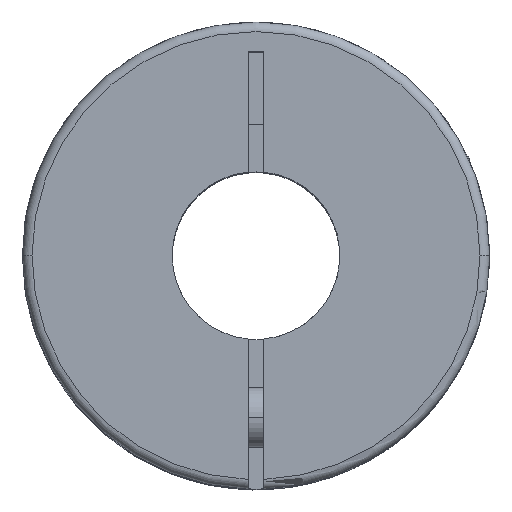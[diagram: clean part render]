
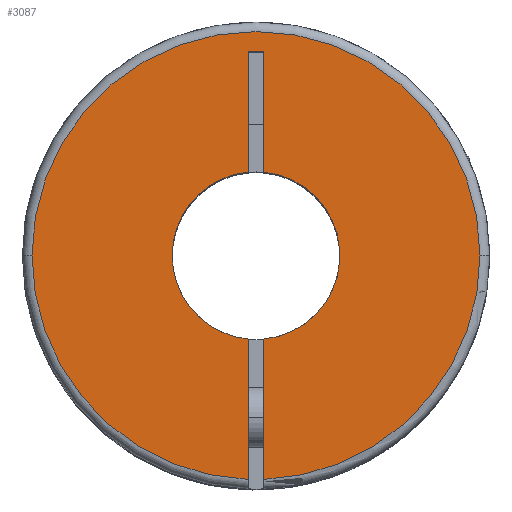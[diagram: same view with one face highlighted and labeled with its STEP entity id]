
A CAD part, top view. The second image highlights one B-rep face of the part: STEP entity #3087.
In plain terms, the highlighted planar face has unit normal (0, 0, 1).
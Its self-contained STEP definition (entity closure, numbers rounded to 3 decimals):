
#1 = VERTEX_POINT ( 'NONE', #1819 ) ;
#96 = AXIS2_PLACEMENT_3D ( 'NONE', #2340, #416, #2281 ) ;
#173 = VECTOR ( 'NONE', #3537, 1000. ) ;
#236 = CARTESIAN_POINT ( 'NONE',  ( 0., 0., 0. ) ) ;
#239 = ORIENTED_EDGE ( 'NONE', *, *, #2353, .F. ) ;
#309 = CARTESIAN_POINT ( 'NONE',  ( 0.65, 6.97, 0. ) ) ;
#345 = DIRECTION ( 'NONE',  ( 0., 0., -1. ) ) ;
#356 = CARTESIAN_POINT ( 'NONE',  ( -0.65, 6.97, 0. ) ) ;
#372 = AXIS2_PLACEMENT_3D ( 'NONE', #466, #3595, #2946 ) ;
#406 = CARTESIAN_POINT ( 'NONE',  ( -0.65, 17., 0. ) ) ;
#416 = DIRECTION ( 'NONE',  ( 0., 0., -1. ) ) ;
#466 = CARTESIAN_POINT ( 'NONE',  ( 0., 0., 0. ) ) ;
#518 = CARTESIAN_POINT ( 'NONE',  ( 0.65, -19.5, 0. ) ) ;
#588 = DIRECTION ( 'NONE',  ( 0., 1., 0. ) ) ;
#598 = CARTESIAN_POINT ( 'NONE',  ( -0.65, 17., 0. ) ) ;
#661 = CARTESIAN_POINT ( 'NONE',  ( -0.65, -18.689, 0. ) ) ;
#758 = PLANE ( 'NONE',  #1955 ) ;
#870 = CARTESIAN_POINT ( 'NONE',  ( 18.7, 0., 0. ) ) ;
#938 = VERTEX_POINT ( 'NONE', #870 ) ;
#974 = DIRECTION ( 'NONE',  ( 0., -1., 0. ) ) ;
#1097 = DIRECTION ( 'NONE',  ( -1., 0., 0. ) ) ;
#1225 = ORIENTED_EDGE ( 'NONE', *, *, #1932, .F. ) ;
#1251 = VERTEX_POINT ( 'NONE', #2670 ) ;
#1321 = CARTESIAN_POINT ( 'NONE',  ( 0., 0., 0. ) ) ;
#1345 = LINE ( 'NONE', #3130, #2578 ) ;
#1351 = DIRECTION ( 'NONE',  ( -1., 0., 0. ) ) ;
#1361 = ORIENTED_EDGE ( 'NONE', *, *, #3198, .T. ) ;
#1514 = VERTEX_POINT ( 'NONE', #356 ) ;
#1543 = VERTEX_POINT ( 'NONE', #661 ) ;
#1622 = AXIS2_PLACEMENT_3D ( 'NONE', #3777, #345, #2232 ) ;
#1637 = ORIENTED_EDGE ( 'NONE', *, *, #1887, .T. ) ;
#1663 = EDGE_CURVE ( 'NONE', #1543, #1926, #2756, .T. ) ;
#1666 = EDGE_CURVE ( 'NONE', #1251, #1514, #3270, .T. ) ;
#1725 = ORIENTED_EDGE ( 'NONE', *, *, #1663, .F. ) ;
#1786 = VERTEX_POINT ( 'NONE', #309 ) ;
#1791 = CARTESIAN_POINT ( 'NONE',  ( 0.65, -6.97, 0. ) ) ;
#1819 = CARTESIAN_POINT ( 'NONE',  ( 0.65, 17., 0. ) ) ;
#1857 = ORIENTED_EDGE ( 'NONE', *, *, #2007, .F. ) ;
#1887 = EDGE_CURVE ( 'NONE', #1786, #3211, #2056, .T. ) ;
#1926 = VERTEX_POINT ( 'NONE', #3155 ) ;
#1932 = EDGE_CURVE ( 'NONE', #2591, #1514, #1990, .T. ) ;
#1946 = LINE ( 'NONE', #2516, #2192 ) ;
#1951 = CARTESIAN_POINT ( 'NONE',  ( 0., 0., 0. ) ) ;
#1955 = AXIS2_PLACEMENT_3D ( 'NONE', #1321, #2569, #2921 ) ;
#1990 = LINE ( 'NONE', #406, #173 ) ;
#2007 = EDGE_CURVE ( 'NONE', #938, #3973, #3422, .T. ) ;
#2019 = DIRECTION ( 'NONE',  ( -1., 0., 0. ) ) ;
#2041 = DIRECTION ( 'NONE',  ( 0., 1., 0. ) ) ;
#2056 = CIRCLE ( 'NONE', #2772, 7. ) ;
#2092 = ORIENTED_EDGE ( 'NONE', *, *, #3794, .F. ) ;
#2125 = VECTOR ( 'NONE', #588, 1000. ) ;
#2137 = EDGE_CURVE ( 'NONE', #3973, #3211, #3369, .T. ) ;
#2192 = VECTOR ( 'NONE', #974, 1000. ) ;
#2232 = DIRECTION ( 'NONE',  ( -1., 0., 0. ) ) ;
#2252 = ORIENTED_EDGE ( 'NONE', *, *, #2267, .F. ) ;
#2255 = DIRECTION ( 'NONE',  ( 0., 0., -1. ) ) ;
#2267 = EDGE_CURVE ( 'NONE', #2812, #1543, #1946, .T. ) ;
#2281 = DIRECTION ( 'NONE',  ( -1., 0., 0. ) ) ;
#2303 = EDGE_CURVE ( 'NONE', #1, #2591, #1345, .T. ) ;
#2340 = CARTESIAN_POINT ( 'NONE',  ( 0., 0., 0. ) ) ;
#2353 = EDGE_CURVE ( 'NONE', #1786, #1, #3300, .T. ) ;
#2415 = CARTESIAN_POINT ( 'NONE',  ( 0.65, -19.5, 0. ) ) ;
#2516 = CARTESIAN_POINT ( 'NONE',  ( -0.65, 17., 0. ) ) ;
#2568 = EDGE_LOOP ( 'NONE', ( #1725, #2252, #1361, #3987, #1225, #3637, #239, #1637, #2807, #1857, #2092 ) ) ;
#2569 = DIRECTION ( 'NONE',  ( 0., 0., -1. ) ) ;
#2578 = VECTOR ( 'NONE', #3757, 1000. ) ;
#2591 = VERTEX_POINT ( 'NONE', #598 ) ;
#2614 = CARTESIAN_POINT ( 'NONE',  ( 0.65, -18.689, 0. ) ) ;
#2665 = DIRECTION ( 'NONE',  ( 0., 0., -1. ) ) ;
#2670 = CARTESIAN_POINT ( 'NONE',  ( -7., 0., 0. ) ) ;
#2710 = VECTOR ( 'NONE', #2041, 1000. ) ;
#2756 = CIRCLE ( 'NONE', #96, 18.7 ) ;
#2772 = AXIS2_PLACEMENT_3D ( 'NONE', #1951, #2255, #1351 ) ;
#2807 = ORIENTED_EDGE ( 'NONE', *, *, #2137, .F. ) ;
#2812 = VERTEX_POINT ( 'NONE', #3962 ) ;
#2882 = FACE_OUTER_BOUND ( 'NONE', #2568, .T. ) ;
#2916 = CIRCLE ( 'NONE', #3111, 7. ) ;
#2921 = DIRECTION ( 'NONE',  ( 0., -1., 0. ) ) ;
#2946 = DIRECTION ( 'NONE',  ( -1., 0., 0. ) ) ;
#3087 = ADVANCED_FACE ( 'NONE', ( #2882 ), #758, .F. ) ;
#3111 = AXIS2_PLACEMENT_3D ( 'NONE', #236, #3935, #2019 ) ;
#3130 = CARTESIAN_POINT ( 'NONE',  ( 0.65, 17., 0. ) ) ;
#3155 = CARTESIAN_POINT ( 'NONE',  ( -18.7, 0., 0. ) ) ;
#3198 = EDGE_CURVE ( 'NONE', #2812, #1251, #2916, .T. ) ;
#3211 = VERTEX_POINT ( 'NONE', #1791 ) ;
#3270 = CIRCLE ( 'NONE', #3404, 7. ) ;
#3300 = LINE ( 'NONE', #518, #2710 ) ;
#3369 = LINE ( 'NONE', #2415, #2125 ) ;
#3404 = AXIS2_PLACEMENT_3D ( 'NONE', #3544, #2665, #1097 ) ;
#3422 = CIRCLE ( 'NONE', #372, 18.7 ) ;
#3448 = CIRCLE ( 'NONE', #1622, 18.7 ) ;
#3537 = DIRECTION ( 'NONE',  ( 0., -1., 0. ) ) ;
#3544 = CARTESIAN_POINT ( 'NONE',  ( 0., 0., 0. ) ) ;
#3595 = DIRECTION ( 'NONE',  ( 0., 0., -1. ) ) ;
#3637 = ORIENTED_EDGE ( 'NONE', *, *, #2303, .F. ) ;
#3757 = DIRECTION ( 'NONE',  ( -1., 0., 0. ) ) ;
#3777 = CARTESIAN_POINT ( 'NONE',  ( 0., 0., 0. ) ) ;
#3794 = EDGE_CURVE ( 'NONE', #1926, #938, #3448, .T. ) ;
#3935 = DIRECTION ( 'NONE',  ( 0., 0., -1. ) ) ;
#3962 = CARTESIAN_POINT ( 'NONE',  ( -0.65, -6.97, 0. ) ) ;
#3973 = VERTEX_POINT ( 'NONE', #2614 ) ;
#3987 = ORIENTED_EDGE ( 'NONE', *, *, #1666, .T. ) ;
